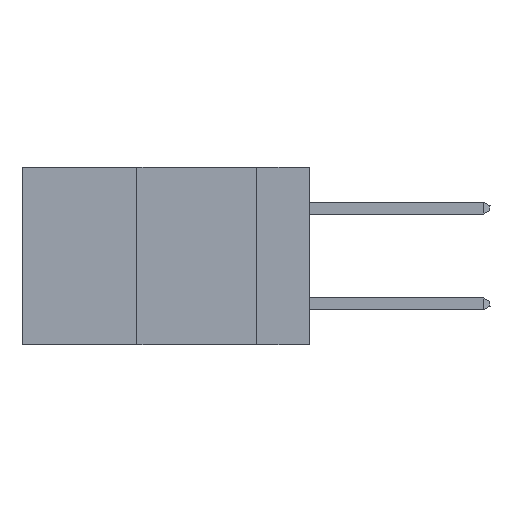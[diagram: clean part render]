
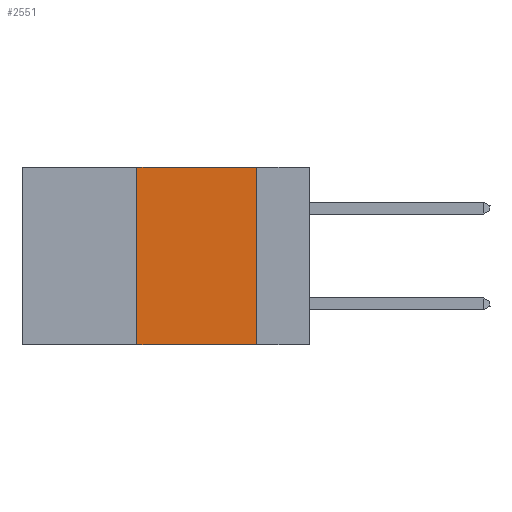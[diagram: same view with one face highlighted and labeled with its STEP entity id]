
A CAD part, left-side view. The second image highlights one B-rep face of the part: STEP entity #2551.
In plain terms, the highlighted planar face has unit normal (-1, 0, 0).
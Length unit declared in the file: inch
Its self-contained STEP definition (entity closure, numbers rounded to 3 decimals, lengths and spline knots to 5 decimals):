
#1913 = LINE ( 'NONE', #3332, #20757 ) ;
#1971 = EDGE_CURVE ( 'NONE', #16337, #9715, #4870, .T. ) ;
#2551 = ADVANCED_FACE ( 'NONE', ( #11582 ), #7147, .F. ) ;
#2983 = VECTOR ( 'NONE', #19806, 39.37008 ) ;
#3332 = CARTESIAN_POINT ( 'NONE',  ( 0., 0.11, 0. ) ) ;
#3794 = CARTESIAN_POINT ( 'NONE',  ( 0., 0.6, 0. ) ) ;
#4612 = VERTEX_POINT ( 'NONE', #13493 ) ;
#4870 = LINE ( 'NONE', #7170, #14944 ) ;
#7147 = PLANE ( 'NONE',  #14285 ) ;
#7170 = CARTESIAN_POINT ( 'NONE',  ( 0., 0.36, 0. ) ) ;
#7672 = EDGE_CURVE ( 'NONE', #9715, #9344, #10840, .T. ) ;
#8036 = CARTESIAN_POINT ( 'NONE',  ( 0., 0.6, -0.37 ) ) ;
#9344 = VERTEX_POINT ( 'NONE', #9902 ) ;
#9715 = VERTEX_POINT ( 'NONE', #22770 ) ;
#9830 = DIRECTION ( 'NONE',  ( 0., -1., 0. ) ) ;
#9902 = CARTESIAN_POINT ( 'NONE',  ( 0., 0.11, 0. ) ) ;
#10514 = CARTESIAN_POINT ( 'NONE',  ( 0., 0.6, 0. ) ) ;
#10840 = LINE ( 'NONE', #10514, #2983 ) ;
#11072 = DIRECTION ( 'NONE',  ( 1., 0., 0. ) ) ;
#11582 = FACE_OUTER_BOUND ( 'NONE', #18196, .T. ) ;
#13493 = CARTESIAN_POINT ( 'NONE',  ( 0., 0.11, -0.37 ) ) ;
#13607 = EDGE_CURVE ( 'NONE', #9344, #4612, #1913, .T. ) ;
#14063 = ORIENTED_EDGE ( 'NONE', *, *, #21592, .T. ) ;
#14285 = AXIS2_PLACEMENT_3D ( 'NONE', #3794, #11072, #16226 ) ;
#14944 = VECTOR ( 'NONE', #19494, 39.37008 ) ;
#16226 = DIRECTION ( 'NONE',  ( 0., 0., -1. ) ) ;
#16337 = VERTEX_POINT ( 'NONE', #23251 ) ;
#18196 = EDGE_LOOP ( 'NONE', ( #18761, #19469, #20101, #14063 ) ) ;
#18761 = ORIENTED_EDGE ( 'NONE', *, *, #13607, .F. ) ;
#18792 = VECTOR ( 'NONE', #9830, 39.37008 ) ;
#19469 = ORIENTED_EDGE ( 'NONE', *, *, #7672, .F. ) ;
#19494 = DIRECTION ( 'NONE',  ( 0., 0., 1. ) ) ;
#19644 = LINE ( 'NONE', #8036, #18792 ) ;
#19806 = DIRECTION ( 'NONE',  ( 0., -1., 0. ) ) ;
#20101 = ORIENTED_EDGE ( 'NONE', *, *, #1971, .F. ) ;
#20757 = VECTOR ( 'NONE', #23008, 39.37008 ) ;
#21592 = EDGE_CURVE ( 'NONE', #16337, #4612, #19644, .T. ) ;
#22770 = CARTESIAN_POINT ( 'NONE',  ( 0., 0.36, 0. ) ) ;
#23008 = DIRECTION ( 'NONE',  ( 0., 0., -1. ) ) ;
#23251 = CARTESIAN_POINT ( 'NONE',  ( 0., 0.36, -0.37 ) ) ;
